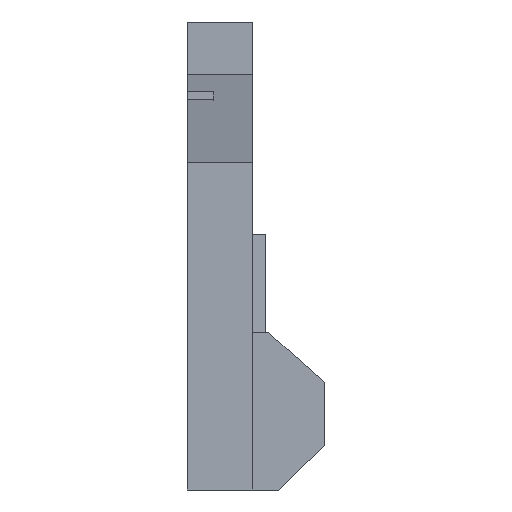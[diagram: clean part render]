
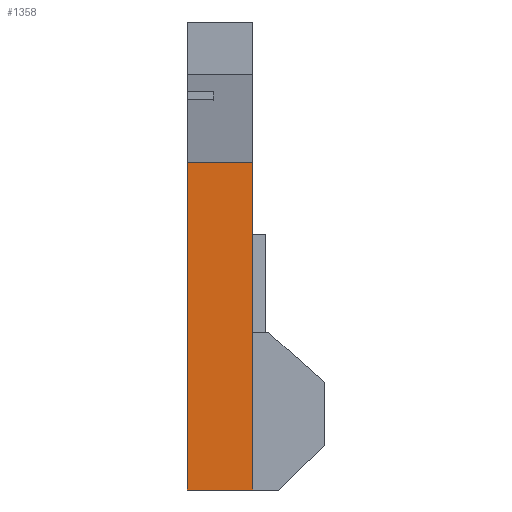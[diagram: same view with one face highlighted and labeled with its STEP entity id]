
A CAD part, left-side view. The second image highlights one B-rep face of the part: STEP entity #1358.
In plain terms, the highlighted planar face has unit normal (-1, 0, 0).
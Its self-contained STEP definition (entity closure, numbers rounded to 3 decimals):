
#114=FACE_OUTER_BOUND('',#195,.T.);
#195=EDGE_LOOP('',(#1167,#1168,#1169,#1170));
#308=LINE('',#2047,#478);
#360=LINE('',#2166,#530);
#361=LINE('',#2168,#531);
#362=LINE('',#2169,#532);
#478=VECTOR('',#1671,10.);
#530=VECTOR('',#1779,10.);
#531=VECTOR('',#1780,10.);
#532=VECTOR('',#1781,10.);
#624=VERTEX_POINT('',#2044);
#625=VERTEX_POINT('',#2046);
#664=VERTEX_POINT('',#2165);
#665=VERTEX_POINT('',#2167);
#781=EDGE_CURVE('',#625,#624,#308,.T.);
#840=EDGE_CURVE('',#624,#664,#360,.T.);
#841=EDGE_CURVE('',#664,#665,#361,.T.);
#842=EDGE_CURVE('',#625,#665,#362,.T.);
#1167=ORIENTED_EDGE('',*,*,#781,.T.);
#1168=ORIENTED_EDGE('',*,*,#840,.T.);
#1169=ORIENTED_EDGE('',*,*,#841,.T.);
#1170=ORIENTED_EDGE('',*,*,#842,.F.);
#1290=PLANE('',#1465);
#1358=ADVANCED_FACE('',(#114),#1290,.T.);
#1465=AXIS2_PLACEMENT_3D('',#2164,#1777,#1778);
#1671=DIRECTION('',(0.,0.,1.));
#1777=DIRECTION('center_axis',(-1.,0.,0.));
#1778=DIRECTION('ref_axis',(0.,0.,1.));
#1779=DIRECTION('',(0.,1.,0.));
#1780=DIRECTION('',(0.,0.,-1.));
#1781=DIRECTION('',(0.,1.,0.));
#2044=CARTESIAN_POINT('',(-40.,0.2,0.6));
#2046=CARTESIAN_POINT('',(-40.,0.2,-9.4));
#2047=CARTESIAN_POINT('',(-40.,0.2,-3.195));
#2164=CARTESIAN_POINT('Origin',(-40.,0.,-4.9));
#2165=CARTESIAN_POINT('',(-40.,2.2,0.6));
#2166=CARTESIAN_POINT('',(-40.,1.1,0.6));
#2167=CARTESIAN_POINT('',(-40.,2.2,-9.4));
#2168=CARTESIAN_POINT('',(-40.,2.2,-4.9));
#2169=CARTESIAN_POINT('',(-40.,2.2,-9.4));
